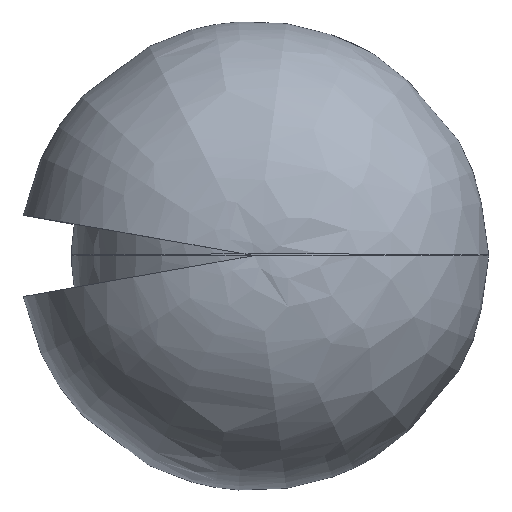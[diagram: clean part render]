
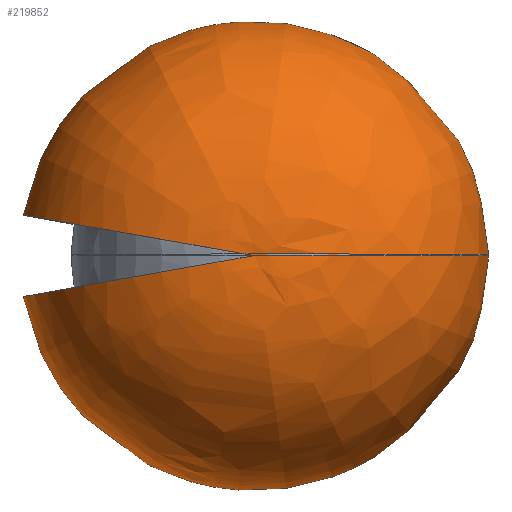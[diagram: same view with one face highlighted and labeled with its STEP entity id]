
A CAD part, top view. The second image highlights one B-rep face of the part: STEP entity #219852.
In plain terms, the highlighted free-form (B-spline) face has degree [3, 3] with [7, 4] control points.
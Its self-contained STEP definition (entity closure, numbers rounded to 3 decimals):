
#219852 = ADVANCED_FACE('',(#219853),#219913,.T.);
#219853 = FACE_BOUND('',#219854,.T.);
#219854 = EDGE_LOOP('',(#219855,#219867,#219875,#219883,#219891,#219899,
    #219907));
#219855 = ORIENTED_EDGE('',*,*,#219856,.T.);
#219856 = EDGE_CURVE('',#219857,#219859,#219861,.T.);
#219857 = VERTEX_POINT('',#219858);
#219858 = CARTESIAN_POINT('',(0.,-879.331,-876.047));
#219859 = VERTEX_POINT('',#219860);
#219860 = CARTESIAN_POINT('',(0.,879.331,-876.047));
#219861 = ( BOUNDED_CURVE() B_SPLINE_CURVE(2,(#219862,#219863,#219864,
#219865,#219866),.UNSPECIFIED.,.F.,.F.) B_SPLINE_CURVE_WITH_KNOTS((3,2,3
),(0.,1.571,3.142),.PIECEWISE_BEZIER_KNOTS.) CURVE() 
GEOMETRIC_REPRESENTATION_ITEM() RATIONAL_B_SPLINE_CURVE((1.,
0.707,1.,0.707,1.)) REPRESENTATION_ITEM('') );
#219862 = CARTESIAN_POINT('',(0.,-879.331,-876.047));
#219863 = CARTESIAN_POINT('',(879.331,-879.331,
    -876.047));
#219864 = CARTESIAN_POINT('',(879.331,0.,
    -876.047));
#219865 = CARTESIAN_POINT('',(879.331,879.331,
    -876.047));
#219866 = CARTESIAN_POINT('',(0.,879.331,
    -876.047));
#219867 = ORIENTED_EDGE('',*,*,#219868,.T.);
#219868 = EDGE_CURVE('',#219859,#219869,#219871,.T.);
#219869 = VERTEX_POINT('',#219870);
#219870 = CARTESIAN_POINT('',(-865.972,152.694,
    -876.047));
#219871 = ( BOUNDED_CURVE() B_SPLINE_CURVE(2,(#219872,#219873,#219874),
.UNSPECIFIED.,.F.,.F.) B_SPLINE_CURVE_WITH_KNOTS((3,3),(0.,
1.396),.PIECEWISE_BEZIER_KNOTS.) CURVE() 
GEOMETRIC_REPRESENTATION_ITEM() RATIONAL_B_SPLINE_CURVE((1.,
0.766,1.)) REPRESENTATION_ITEM('') );
#219872 = CARTESIAN_POINT('',(0.,879.331,-876.047));
#219873 = CARTESIAN_POINT('',(-737.847,879.331,
    -876.047));
#219874 = CARTESIAN_POINT('',(-865.972,152.694,
    -876.047));
#219875 = ORIENTED_EDGE('',*,*,#219876,.F.);
#219876 = EDGE_CURVE('',#219877,#219869,#219879,.T.);
#219877 = VERTEX_POINT('',#219878);
#219878 = CARTESIAN_POINT('',(-1722.739,303.765,
    520.369));
#219879 = ( BOUNDED_CURVE() B_SPLINE_CURVE(2,(#219880,#219881,#219882),
.UNSPECIFIED.,.F.,.F.) B_SPLINE_CURVE_WITH_KNOTS((3,3),(0.,
1.114),.PIECEWISE_BEZIER_KNOTS.) CURVE() 
GEOMETRIC_REPRESENTATION_ITEM() RATIONAL_B_SPLINE_CURVE((1.,
0.849,1.)) REPRESENTATION_ITEM('') );
#219880 = CARTESIAN_POINT('',(-1722.739,303.765,
    520.369));
#219881 = CARTESIAN_POINT('',(-1722.739,303.765,
    -448.844));
#219882 = CARTESIAN_POINT('',(-865.972,152.694,
    -876.047));
#219883 = ORIENTED_EDGE('',*,*,#219884,.F.);
#219884 = EDGE_CURVE('',#219885,#219877,#219887,.T.);
#219885 = VERTEX_POINT('',#219886);
#219886 = CARTESIAN_POINT('',(0.,0.,2063.962));
#219887 = ( BOUNDED_CURVE() B_SPLINE_CURVE(2,(#219888,#219889,#219890),
.UNSPECIFIED.,.F.,.F.) B_SPLINE_CURVE_WITH_KNOTS((3,3),(0.,
1.696),.PIECEWISE_BEZIER_KNOTS.) CURVE() 
GEOMETRIC_REPRESENTATION_ITEM() RATIONAL_B_SPLINE_CURVE((1.,
0.662,1.)) REPRESENTATION_ITEM('') );
#219888 = CARTESIAN_POINT('',(0.,0.,
    2063.962));
#219889 = CARTESIAN_POINT('',(-1722.739,303.765,
    2283.393));
#219890 = CARTESIAN_POINT('',(-1722.739,303.765,
    520.369));
#219891 = ORIENTED_EDGE('',*,*,#219892,.F.);
#219892 = EDGE_CURVE('',#219893,#219885,#219895,.T.);
#219893 = VERTEX_POINT('',#219894);
#219894 = CARTESIAN_POINT('',(-1722.739,-303.765,
    520.369));
#219895 = ( BOUNDED_CURVE() B_SPLINE_CURVE(2,(#219896,#219897,#219898),
.UNSPECIFIED.,.F.,.F.) B_SPLINE_CURVE_WITH_KNOTS((3,3),(0.,
1.696),.PIECEWISE_BEZIER_KNOTS.) CURVE() 
GEOMETRIC_REPRESENTATION_ITEM() RATIONAL_B_SPLINE_CURVE((1.,
0.662,1.)) REPRESENTATION_ITEM('') );
#219896 = CARTESIAN_POINT('',(-1722.739,-303.765,
    520.369));
#219897 = CARTESIAN_POINT('',(-1722.739,-303.765,
    2283.393));
#219898 = CARTESIAN_POINT('',(0.,0.,
    2063.962));
#219899 = ORIENTED_EDGE('',*,*,#219900,.F.);
#219900 = EDGE_CURVE('',#219901,#219893,#219903,.T.);
#219901 = VERTEX_POINT('',#219902);
#219902 = CARTESIAN_POINT('',(-865.972,-152.694,
    -876.047));
#219903 = ( BOUNDED_CURVE() B_SPLINE_CURVE(2,(#219904,#219905,#219906),
.UNSPECIFIED.,.F.,.F.) B_SPLINE_CURVE_WITH_KNOTS((3,3),(0.,
1.114),.PIECEWISE_BEZIER_KNOTS.) CURVE() 
GEOMETRIC_REPRESENTATION_ITEM() RATIONAL_B_SPLINE_CURVE((1.,
0.849,1.)) REPRESENTATION_ITEM('') );
#219904 = CARTESIAN_POINT('',(-865.972,-152.694,
    -876.047));
#219905 = CARTESIAN_POINT('',(-1722.739,-303.765,
    -448.844));
#219906 = CARTESIAN_POINT('',(-1722.739,-303.765,
    520.369));
#219907 = ORIENTED_EDGE('',*,*,#219908,.T.);
#219908 = EDGE_CURVE('',#219901,#219857,#219909,.T.);
#219909 = ( BOUNDED_CURVE() B_SPLINE_CURVE(2,(#219910,#219911,#219912),
.UNSPECIFIED.,.F.,.F.) B_SPLINE_CURVE_WITH_KNOTS((3,3),(0.,
1.396),.PIECEWISE_BEZIER_KNOTS.) CURVE() 
GEOMETRIC_REPRESENTATION_ITEM() RATIONAL_B_SPLINE_CURVE((1.,
0.766,1.)) REPRESENTATION_ITEM('') );
#219910 = CARTESIAN_POINT('',(-865.972,-152.694,
    -876.047));
#219911 = CARTESIAN_POINT('',(-737.847,-879.331,
    -876.047));
#219912 = CARTESIAN_POINT('',(0.,-879.331,
    -876.047));
#219913 = ( BOUNDED_SURFACE() B_SPLINE_SURFACE(3,3,(
    (#219914,#219915,#219916,#219917)
    ,(#219918,#219919,#219920,#219921)
    ,(#219922,#219923,#219924,#219925)
    ,(#219926,#219927,#219928,#219929)
    ,(#219930,#219931,#219932,#219933)
    ,(#219934,#219935,#219936,#219937)
    ,(#219938,#219939,#219940,#219941
)),.UNSPECIFIED.,.F.,.F.,.F.) B_SPLINE_SURFACE_WITH_KNOTS((4,3,4),(4,4),
  (0.,1.,2.),(0.,1.),.PIECEWISE_BEZIER_KNOTS.) 
GEOMETRIC_REPRESENTATION_ITEM() RATIONAL_B_SPLINE_SURFACE((
    (3.422,1.454,1.454,3.422)
    ,(1.204,0.512,0.512,1.204)
    ,(1.204,0.512,0.512,1.204)
    ,(3.422,1.454,1.454,3.422)
    ,(1.204,0.512,0.512,1.204)
    ,(1.204,0.512,0.512,1.204)
    ,(3.422,1.454,1.454,3.422
))) REPRESENTATION_ITEM('') SURFACE() );
#219914 = CARTESIAN_POINT('',(0.,0.,2063.962));
#219915 = CARTESIAN_POINT('',(-2395.394,133.923,
    2364.906));
#219916 = CARTESIAN_POINT('',(-3021.915,168.951,
    29.813));
#219917 = CARTESIAN_POINT('',(-798.567,44.647,
    -912.357));
#219918 = CARTESIAN_POINT('',(0.,0.,2063.962)
  );
#219919 = CARTESIAN_POINT('',(-2141.813,4669.559,
    2364.906));
#219920 = CARTESIAN_POINT('',(-2702.009,5890.894,
    29.813));
#219921 = CARTESIAN_POINT('',(-714.029,1556.718,
    -912.357));
#219922 = CARTESIAN_POINT('',(0.,0.,2063.962)
  );
#219923 = CARTESIAN_POINT('',(2399.135,4542.719,
    2364.906));
#219924 = CARTESIAN_POINT('',(3026.635,5730.878,
    29.813));
#219925 = CARTESIAN_POINT('',(799.814,1514.433,
    -912.357));
#219926 = CARTESIAN_POINT('',(0.,0.,2063.962));
#219927 = CARTESIAN_POINT('',(2399.135,0.,
    2364.906));
#219928 = CARTESIAN_POINT('',(3026.635,0.,
    29.813));
#219929 = CARTESIAN_POINT('',(799.814,0.,
    -912.357));
#219930 = CARTESIAN_POINT('',(0.,0.,2063.962)
  );
#219931 = CARTESIAN_POINT('',(2399.135,-4542.719,
    2364.906));
#219932 = CARTESIAN_POINT('',(3026.635,-5730.878,
    29.813));
#219933 = CARTESIAN_POINT('',(799.814,-1514.433,
    -912.357));
#219934 = CARTESIAN_POINT('',(0.,0.,2063.962)
  );
#219935 = CARTESIAN_POINT('',(-2141.813,-4669.559,
    2364.906));
#219936 = CARTESIAN_POINT('',(-2702.009,-5890.894,
    29.813));
#219937 = CARTESIAN_POINT('',(-714.029,-1556.718,
    -912.357));
#219938 = CARTESIAN_POINT('',(0.,0.,2063.962));
#219939 = CARTESIAN_POINT('',(-2395.394,-133.923,
    2364.906));
#219940 = CARTESIAN_POINT('',(-3021.915,-168.951,
    29.813));
#219941 = CARTESIAN_POINT('',(-798.567,-44.647,
    -912.357));
